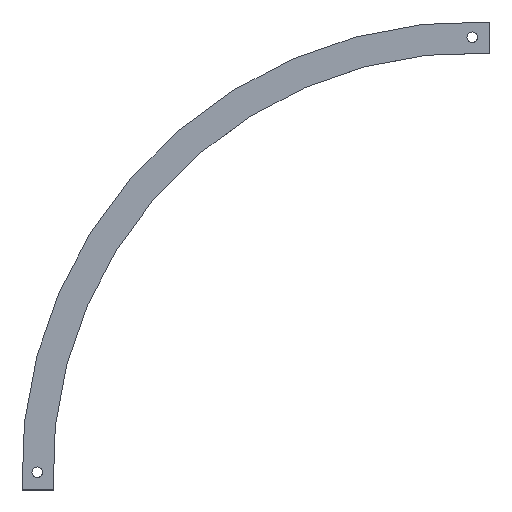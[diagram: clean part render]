
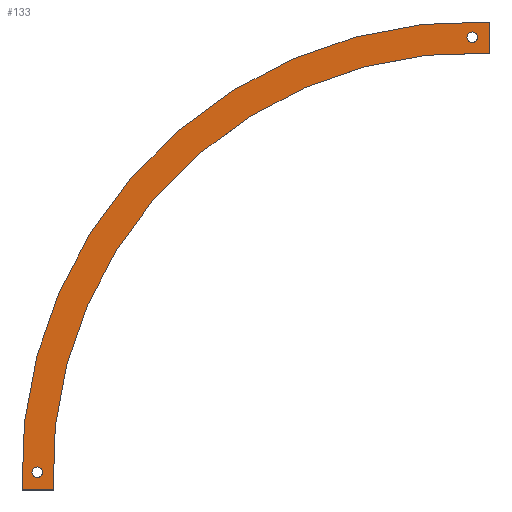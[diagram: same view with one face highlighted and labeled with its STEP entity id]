
A CAD part, top view. The second image highlights one B-rep face of the part: STEP entity #133.
In plain terms, the highlighted planar face has unit normal (0, 0, 1).
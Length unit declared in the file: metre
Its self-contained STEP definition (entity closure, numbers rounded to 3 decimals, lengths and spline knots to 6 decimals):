
#16=CIRCLE('',#155,0.1447);
#17=CIRCLE('',#156,0.1347);
#18=CIRCLE('',#157,0.0017);
#19=CIRCLE('',#158,0.0017);
#28=ORIENTED_EDGE('',*,*,#60,.T.);
#29=ORIENTED_EDGE('',*,*,#56,.F.);
#30=ORIENTED_EDGE('',*,*,#61,.F.);
#31=ORIENTED_EDGE('',*,*,#62,.F.);
#32=ORIENTED_EDGE('',*,*,#63,.F.);
#33=ORIENTED_EDGE('',*,*,#64,.F.);
#56=EDGE_CURVE('',#72,#73,#84,.T.);
#60=EDGE_CURVE('',#76,#73,#16,.T.);
#61=EDGE_CURVE('',#77,#72,#17,.T.);
#62=EDGE_CURVE('',#76,#77,#88,.T.);
#63=EDGE_CURVE('',#78,#78,#18,.T.);
#64=EDGE_CURVE('',#79,#79,#19,.T.);
#72=VERTEX_POINT('',#214);
#73=VERTEX_POINT('',#215);
#76=VERTEX_POINT('',#223);
#77=VERTEX_POINT('',#225);
#78=VERTEX_POINT('',#228);
#79=VERTEX_POINT('',#230);
#84=LINE('',#213,#92);
#88=LINE('',#226,#96);
#92=VECTOR('',#173,1.);
#96=VECTOR('',#183,1.);
#101=EDGE_LOOP('',(#28,#29,#30,#31));
#102=EDGE_LOOP('',(#32));
#103=EDGE_LOOP('',(#33));
#115=FACE_BOUND('',#101,.T.);
#116=FACE_BOUND('',#102,.T.);
#117=FACE_BOUND('',#103,.T.);
#129=PLANE('',#154);
#133=ADVANCED_FACE('',(#115,#116,#117),#129,.T.);
#154=AXIS2_PLACEMENT_3D('',#221,#177,#178);
#155=AXIS2_PLACEMENT_3D('',#222,#179,#180);
#156=AXIS2_PLACEMENT_3D('',#224,#181,#182);
#157=AXIS2_PLACEMENT_3D('',#227,#184,#185);
#158=AXIS2_PLACEMENT_3D('',#229,#186,#187);
#173=DIRECTION('',(-1.,0.,0.));
#177=DIRECTION('',(0.,0.,1.));
#178=DIRECTION('',(1.,0.,0.));
#179=DIRECTION('',(0.,0.,1.));
#180=DIRECTION('',(1.,0.,0.));
#181=DIRECTION('',(0.,0.,1.));
#182=DIRECTION('',(1.,0.,0.));
#183=DIRECTION('',(0.,-1.,0.));
#184=DIRECTION('',(0.,0.,1.));
#185=DIRECTION('',(1.,0.,0.));
#186=DIRECTION('',(0.,0.,1.));
#187=DIRECTION('',(1.,0.,0.));
#213=CARTESIAN_POINT('',(-0.139584,-0.0057,0.003));
#214=CARTESIAN_POINT('',(-0.134579,-0.0057,0.003));
#215=CARTESIAN_POINT('',(-0.144588,-0.0057,0.003));
#221=CARTESIAN_POINT('',(0.,0.,0.003));
#222=CARTESIAN_POINT('',(0.,0.,0.003));
#223=CARTESIAN_POINT('',(0.0057,0.144588,0.003));
#224=CARTESIAN_POINT('',(0.,0.,0.003));
#225=CARTESIAN_POINT('',(0.0057,0.134579,0.003));
#226=CARTESIAN_POINT('',(0.0057,0.139584,0.003));
#227=CARTESIAN_POINT('',(0.,0.1397,0.003));
#228=CARTESIAN_POINT('',(0.0017,0.1397,0.003));
#229=CARTESIAN_POINT('',(-0.1397,0.,0.003));
#230=CARTESIAN_POINT('',(-0.138,0.,0.003));
